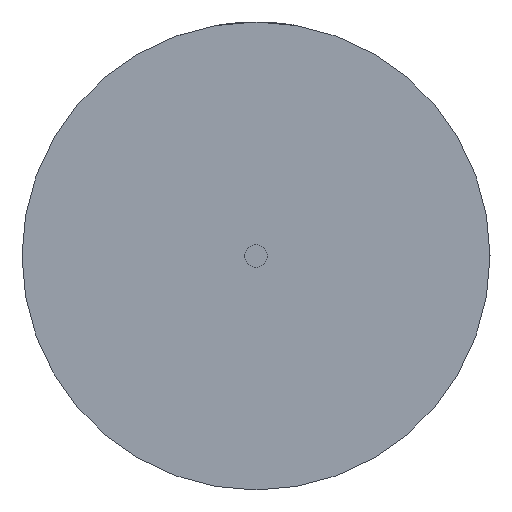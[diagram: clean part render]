
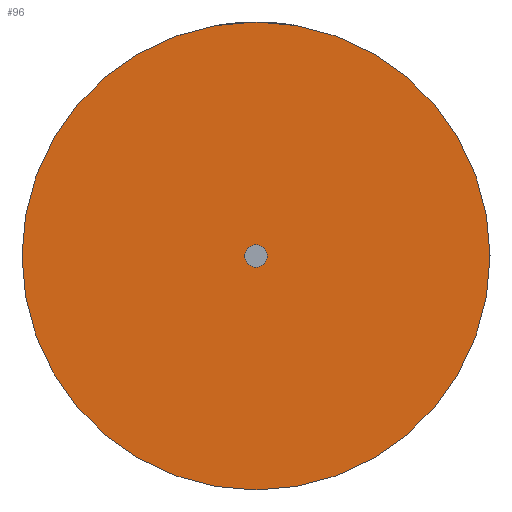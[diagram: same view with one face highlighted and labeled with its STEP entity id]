
A CAD part, left-side view. The second image highlights one B-rep face of the part: STEP entity #96.
In plain terms, the highlighted planar face has unit normal (-1, 0, 0).
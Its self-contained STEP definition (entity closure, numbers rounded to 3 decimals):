
#18 = FACE_BOUND ( 'NONE', #2573, .T. ) ;
#96 = ADVANCED_FACE ( 'NONE', ( #1796, #18 ), #1214, .T. ) ;
#190 = AXIS2_PLACEMENT_3D ( 'NONE', #2217, #547, #1784 ) ;
#426 = CARTESIAN_POINT ( 'NONE',  ( -0.005, 0., 0. ) ) ;
#445 = CARTESIAN_POINT ( 'NONE',  ( -0.005, 0., -0.5 ) ) ;
#503 = EDGE_LOOP ( 'NONE', ( #2777, #2591 ) ) ;
#547 = DIRECTION ( 'NONE',  ( -1., 0., 0. ) ) ;
#607 = CIRCLE ( 'NONE', #2302, 10.25 ) ;
#679 = CARTESIAN_POINT ( 'NONE',  ( -0.005, 0., 10.25 ) ) ;
#720 = DIRECTION ( 'NONE',  ( 0., 0., 1. ) ) ;
#768 = DIRECTION ( 'NONE',  ( -1., 0., 0. ) ) ;
#1014 = DIRECTION ( 'NONE',  ( 0., 0., 1. ) ) ;
#1148 = AXIS2_PLACEMENT_3D ( 'NONE', #1440, #768, #1014 ) ;
#1157 = VERTEX_POINT ( 'NONE', #679 ) ;
#1204 = DIRECTION ( 'NONE',  ( -1., 0., 0. ) ) ;
#1214 = PLANE ( 'NONE',  #1148 ) ;
#1215 = CIRCLE ( 'NONE', #1845, 0.5 ) ;
#1328 = EDGE_CURVE ( 'NONE', #1157, #2364, #607, .T. ) ;
#1359 = CIRCLE ( 'NONE', #190, 10.25 ) ;
#1440 = CARTESIAN_POINT ( 'NONE',  ( -0.005, 0., 0. ) ) ;
#1452 = EDGE_CURVE ( 'NONE', #1454, #3124, #2560, .T. ) ;
#1454 = VERTEX_POINT ( 'NONE', #3236 ) ;
#1580 = CARTESIAN_POINT ( 'NONE',  ( -0.005, 0., 0. ) ) ;
#1764 = ORIENTED_EDGE ( 'NONE', *, *, #1452, .F. ) ;
#1784 = DIRECTION ( 'NONE',  ( 0., 0., 1. ) ) ;
#1796 = FACE_OUTER_BOUND ( 'NONE', #503, .T. ) ;
#1812 = DIRECTION ( 'NONE',  ( -1., 0., 0. ) ) ;
#1845 = AXIS2_PLACEMENT_3D ( 'NONE', #426, #1812, #720 ) ;
#1848 = ORIENTED_EDGE ( 'NONE', *, *, #2959, .F. ) ;
#1943 = DIRECTION ( 'NONE',  ( 0., 0., 1. ) ) ;
#2217 = CARTESIAN_POINT ( 'NONE',  ( -0.005, 0., 0. ) ) ;
#2225 = CARTESIAN_POINT ( 'NONE',  ( -0.005, 0., -10.25 ) ) ;
#2302 = AXIS2_PLACEMENT_3D ( 'NONE', #1580, #2886, #2353 ) ;
#2353 = DIRECTION ( 'NONE',  ( 0., 0., 1. ) ) ;
#2364 = VERTEX_POINT ( 'NONE', #2225 ) ;
#2459 = CARTESIAN_POINT ( 'NONE',  ( -0.005, 0., 0. ) ) ;
#2560 = CIRCLE ( 'NONE', #2764, 0.5 ) ;
#2573 = EDGE_LOOP ( 'NONE', ( #1848, #1764 ) ) ;
#2577 = EDGE_CURVE ( 'NONE', #2364, #1157, #1359, .T. ) ;
#2591 = ORIENTED_EDGE ( 'NONE', *, *, #1328, .T. ) ;
#2764 = AXIS2_PLACEMENT_3D ( 'NONE', #2459, #1204, #1943 ) ;
#2777 = ORIENTED_EDGE ( 'NONE', *, *, #2577, .T. ) ;
#2886 = DIRECTION ( 'NONE',  ( -1., 0., 0. ) ) ;
#2959 = EDGE_CURVE ( 'NONE', #3124, #1454, #1215, .T. ) ;
#3124 = VERTEX_POINT ( 'NONE', #445 ) ;
#3236 = CARTESIAN_POINT ( 'NONE',  ( -0.005, 0., 0.5 ) ) ;
